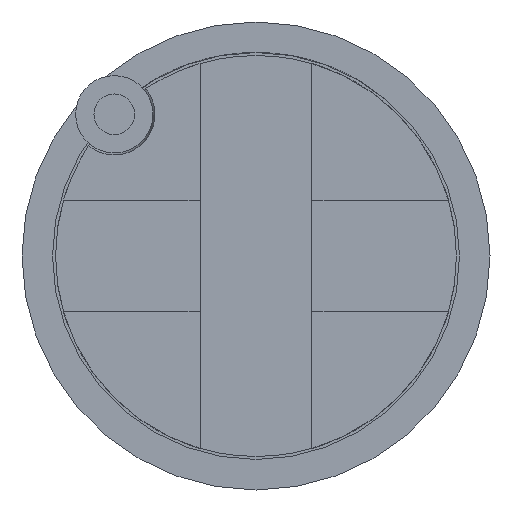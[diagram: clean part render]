
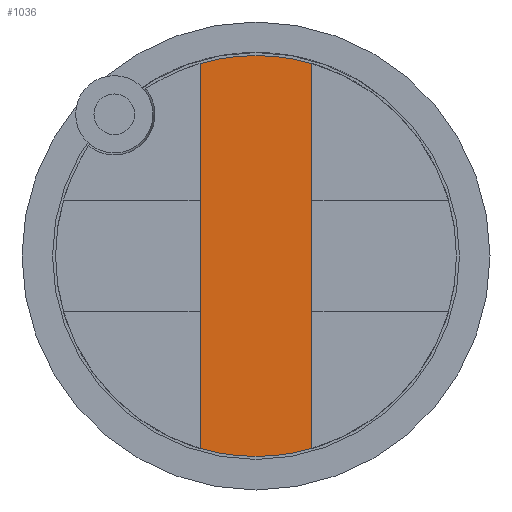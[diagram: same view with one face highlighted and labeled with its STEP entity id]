
A CAD part, front view. The second image highlights one B-rep face of the part: STEP entity #1036.
In plain terms, the highlighted planar face has unit normal (0, -1, 0).
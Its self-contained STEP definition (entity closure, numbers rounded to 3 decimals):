
#192 = DIRECTION ( 'NONE',  ( 0., -1., 0. ) ) ;
#208 = EDGE_LOOP ( 'NONE', ( #688, #1735, #2110, #522, #3340, #1783 ) ) ;
#289 = AXIS2_PLACEMENT_3D ( 'NONE', #2283, #1005, #3313 ) ;
#522 = ORIENTED_EDGE ( 'NONE', *, *, #775, .T. ) ;
#541 = CARTESIAN_POINT ( 'NONE',  ( 0., -23.3, -0.985 ) ) ;
#579 = CARTESIAN_POINT ( 'NONE',  ( -0.275, -23.3, -0.447 ) ) ;
#688 = ORIENTED_EDGE ( 'NONE', *, *, #1228, .T. ) ;
#692 = CARTESIAN_POINT ( 'NONE',  ( 0.275, -23.3, 0.946 ) ) ;
#742 = AXIS2_PLACEMENT_3D ( 'NONE', #4044, #3069, #1432 ) ;
#775 = EDGE_CURVE ( 'Defeature ausgef�hrt1_16+Defeature ausgef�hrt1_15+Defeature ausgef�hrt1_2+Defeature ausgef�hrt1_2', #2433, #1711, #1106, .T. ) ;
#784 = CARTESIAN_POINT ( 'NONE',  ( -0.275, -23.3, 0.946 ) ) ;
#804 = CARTESIAN_POINT ( 'NONE',  ( 0., -23.3, 0. ) ) ;
#810 = CARTESIAN_POINT ( 'NONE',  ( 0.275, -23.3, -0.447 ) ) ;
#1005 = DIRECTION ( 'NONE',  ( 0., -1., 0. ) ) ;
#1036 = ADVANCED_FACE ( 'Defeature ausgef�hrt1_16', ( #3690 ), #3642, .T. ) ;
#1106 = LINE ( 'NONE', #579, #2397 ) ;
#1144 = EDGE_CURVE ( 'Defeature ausgef�hrt1_16+Defeature ausgef�hrt1_2+Defeature ausgef�hrt1_15+Defeature ausgef�hrt1_14', #1178, #2211, #2809, .T. ) ;
#1178 = VERTEX_POINT ( 'NONE', #541 ) ;
#1186 = CIRCLE ( 'NONE', #742, 0.985 ) ;
#1228 = EDGE_CURVE ( 'Defeature ausgef�hrt1_16+Defeature ausgef�hrt1_14+Defeature ausgef�hrt1_2+Defeature ausgef�hrt1_2', #2211, #1924, #4088, .T. ) ;
#1418 = CIRCLE ( 'NONE', #1870, 0.985 ) ;
#1432 = DIRECTION ( 'NONE',  ( 0., 0., -1. ) ) ;
#1564 = CARTESIAN_POINT ( 'NONE',  ( 0., -23.3, 0. ) ) ;
#1711 = VERTEX_POINT ( 'NONE', #2082 ) ;
#1735 = ORIENTED_EDGE ( 'NONE', *, *, #2997, .T. ) ;
#1783 = ORIENTED_EDGE ( 'NONE', *, *, #1144, .T. ) ;
#1870 = AXIS2_PLACEMENT_3D ( 'NONE', #804, #192, #4007 ) ;
#1924 = VERTEX_POINT ( 'NONE', #692 ) ;
#2082 = CARTESIAN_POINT ( 'NONE',  ( -0.275, -23.3, -0.946 ) ) ;
#2110 = ORIENTED_EDGE ( 'NONE', *, *, #4143, .T. ) ;
#2131 = DIRECTION ( 'NONE',  ( 0., 0., 1. ) ) ;
#2139 = DIRECTION ( 'NONE',  ( 0., -1., 0. ) ) ;
#2211 = VERTEX_POINT ( 'NONE', #3808 ) ;
#2283 = CARTESIAN_POINT ( 'NONE',  ( 0., -23.3, 0. ) ) ;
#2397 = VECTOR ( 'NONE', #4135, 1000. ) ;
#2433 = VERTEX_POINT ( 'NONE', #784 ) ;
#2789 = EDGE_CURVE ( 'Defeature ausgef�hrt1_16+Defeature ausgef�hrt1_2+Defeature ausgef�hrt1_15+Defeature ausgef�hrt1_14', #1711, #1178, #1186, .T. ) ;
#2809 = CIRCLE ( 'NONE', #3987, 0.985 ) ;
#2848 = CIRCLE ( 'NONE', #3330, 0.985 ) ;
#2997 = EDGE_CURVE ( 'Defeature ausgef�hrt1_16+Defeature ausgef�hrt1_2+Defeature ausgef�hrt1_14+Defeature ausgef�hrt1_15', #1924, #3017, #1418, .T. ) ;
#3017 = VERTEX_POINT ( 'NONE', #3512 ) ;
#3069 = DIRECTION ( 'NONE',  ( 0., -1., 0. ) ) ;
#3079 = CARTESIAN_POINT ( 'NONE',  ( 0., -23.3, 0. ) ) ;
#3113 = DIRECTION ( 'NONE',  ( 0., 0., -1. ) ) ;
#3313 = DIRECTION ( 'NONE',  ( 0., 0., -1. ) ) ;
#3330 = AXIS2_PLACEMENT_3D ( 'NONE', #1564, #4164, #4181 ) ;
#3340 = ORIENTED_EDGE ( 'NONE', *, *, #2789, .T. ) ;
#3512 = CARTESIAN_POINT ( 'NONE',  ( 0., -23.3, 0.985 ) ) ;
#3534 = VECTOR ( 'NONE', #2131, 1000. ) ;
#3642 = PLANE ( 'NONE',  #289 ) ;
#3690 = FACE_OUTER_BOUND ( 'NONE', #208, .T. ) ;
#3808 = CARTESIAN_POINT ( 'NONE',  ( 0.275, -23.3, -0.946 ) ) ;
#3987 = AXIS2_PLACEMENT_3D ( 'NONE', #3079, #2139, #3113 ) ;
#4007 = DIRECTION ( 'NONE',  ( 0., 0., -1. ) ) ;
#4044 = CARTESIAN_POINT ( 'NONE',  ( 0., -23.3, 0. ) ) ;
#4088 = LINE ( 'NONE', #810, #3534 ) ;
#4135 = DIRECTION ( 'NONE',  ( 0., 0., -1. ) ) ;
#4143 = EDGE_CURVE ( 'Defeature ausgef�hrt1_16+Defeature ausgef�hrt1_2+Defeature ausgef�hrt1_14+Defeature ausgef�hrt1_15', #3017, #2433, #2848, .T. ) ;
#4164 = DIRECTION ( 'NONE',  ( 0., -1., 0. ) ) ;
#4181 = DIRECTION ( 'NONE',  ( 0., 0., -1. ) ) ;
